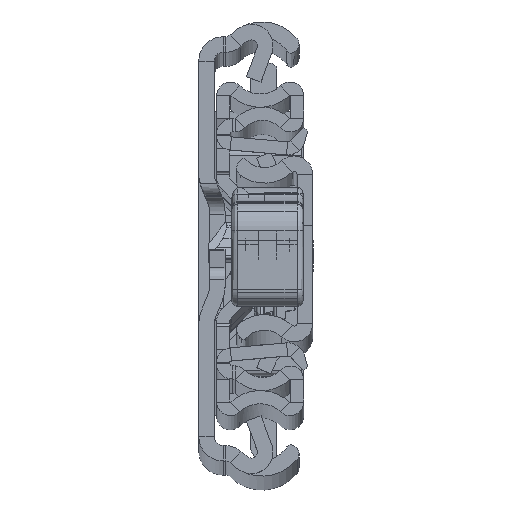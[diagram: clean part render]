
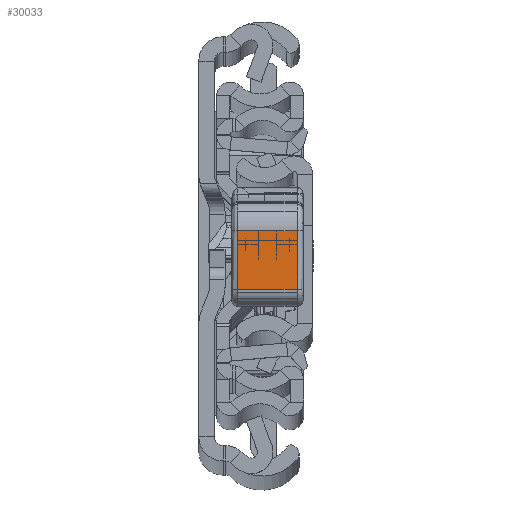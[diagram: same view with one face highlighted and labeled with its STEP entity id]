
A CAD part, top view. The second image highlights one B-rep face of the part: STEP entity #30033.
In plain terms, the highlighted face is planar.
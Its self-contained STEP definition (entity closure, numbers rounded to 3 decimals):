
#785 = DIRECTION ( 'NONE',  ( 0., 0., 1. ) ) ;
#2470 = ORIENTED_EDGE ( 'NONE', *, *, #3532, .T. ) ;
#3532 = EDGE_CURVE ( 'NONE', #18679, #19840, #8909, .T. ) ;
#5065 = LINE ( 'NONE', #13403, #31898 ) ;
#5347 = EDGE_CURVE ( 'NONE', #19840, #22213, #5065, .T. ) ;
#5428 = CARTESIAN_POINT ( 'NONE',  ( 39.55, -12.274, 0. ) ) ;
#5922 = DIRECTION ( 'NONE',  ( -0.027, -1., 0. ) ) ;
#6103 = CARTESIAN_POINT ( 'NONE',  ( 39.818, -2.465, 0. ) ) ;
#6936 = DIRECTION ( 'NONE',  ( 0., 0., -1. ) ) ;
#8909 = LINE ( 'NONE', #11442, #23162 ) ;
#10179 = LINE ( 'NONE', #15598, #32433 ) ;
#11442 = CARTESIAN_POINT ( 'NONE',  ( 39.818, -2.465, 11. ) ) ;
#12168 = PLANE ( 'NONE',  #35572 ) ;
#12724 = DIRECTION ( 'NONE',  ( 0.027, 1., 0. ) ) ;
#13403 = CARTESIAN_POINT ( 'NONE',  ( 39.55, -12.274, 10. ) ) ;
#14868 = FACE_OUTER_BOUND ( 'NONE', #20585, .T. ) ;
#15255 = CARTESIAN_POINT ( 'NONE',  ( 39.55, -12.274, 11. ) ) ;
#15598 = CARTESIAN_POINT ( 'NONE',  ( 39.55, -12.274, 0. ) ) ;
#15646 = CARTESIAN_POINT ( 'NONE',  ( 39.818, -2.465, 10. ) ) ;
#16345 = EDGE_CURVE ( 'NONE', #22213, #19448, #31656, .T. ) ;
#16737 = CARTESIAN_POINT ( 'NONE',  ( 39.55, -12.274, 10. ) ) ;
#18679 = VERTEX_POINT ( 'NONE', #6103 ) ;
#19448 = VERTEX_POINT ( 'NONE', #5428 ) ;
#19840 = VERTEX_POINT ( 'NONE', #15646 ) ;
#20585 = EDGE_LOOP ( 'NONE', ( #35485, #26972, #2470, #26067 ) ) ;
#22213 = VERTEX_POINT ( 'NONE', #16737 ) ;
#23162 = VECTOR ( 'NONE', #785, 1000. ) ;
#23171 = CARTESIAN_POINT ( 'NONE',  ( 39.55, -12.274, 11. ) ) ;
#25242 = EDGE_CURVE ( 'NONE', #19448, #18679, #10179, .T. ) ;
#26067 = ORIENTED_EDGE ( 'NONE', *, *, #5347, .T. ) ;
#26972 = ORIENTED_EDGE ( 'NONE', *, *, #25242, .T. ) ;
#30033 = ADVANCED_FACE ( 'NONE', ( #14868 ), #12168, .F. ) ;
#31445 = DIRECTION ( 'NONE',  ( -0.027, -1., 0. ) ) ;
#31656 = LINE ( 'NONE', #15255, #34107 ) ;
#31898 = VECTOR ( 'NONE', #5922, 1000. ) ;
#32433 = VECTOR ( 'NONE', #12724, 1000. ) ;
#34107 = VECTOR ( 'NONE', #6936, 1000. ) ;
#34177 = DIRECTION ( 'NONE',  ( -1., 0.027, 0. ) ) ;
#35485 = ORIENTED_EDGE ( 'NONE', *, *, #16345, .T. ) ;
#35572 = AXIS2_PLACEMENT_3D ( 'NONE', #23171, #34177, #31445 ) ;
